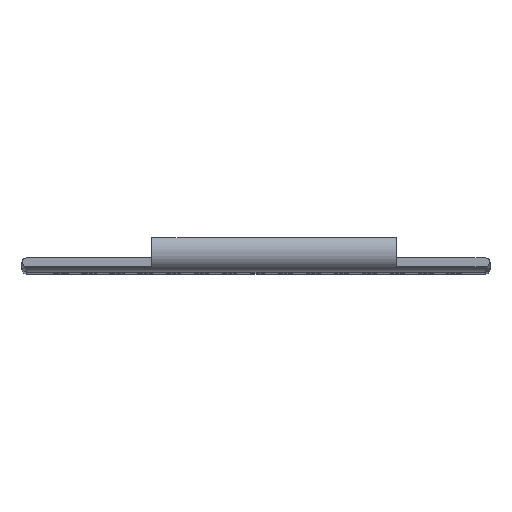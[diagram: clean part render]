
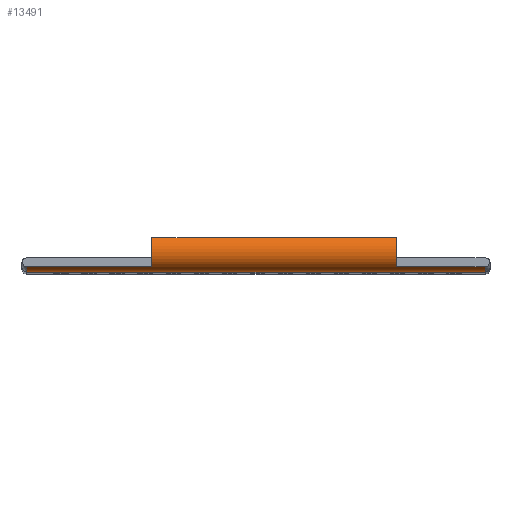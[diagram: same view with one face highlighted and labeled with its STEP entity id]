
A CAD part, top view. The second image highlights one B-rep face of the part: STEP entity #13491.
In plain terms, the highlighted cylindrical face has radius 2 mm (diameter 4 mm), a partial arc.
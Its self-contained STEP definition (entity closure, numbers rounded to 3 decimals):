
#1239=FACE_OUTER_BOUND('',#2456,.T.);
#2456=EDGE_LOOP('',(#9835,#9836,#9837,#9838,#9839,#9840,#9841,#9842));
#3678=LINE('',#20294,#4301);
#3680=LINE('',#21523,#4303);
#3681=LINE('',#21527,#4304);
#3682=LINE('',#21530,#4305);
#4301=VECTOR('',#15988,2.);
#4303=VECTOR('',#17202,10.);
#4304=VECTOR('',#17205,10.);
#4305=VECTOR('',#17208,10.);
#4919=CIRCLE('',#14121,2.);
#5524=CIRCLE('',#14732,2.);
#5526=CIRCLE('',#14735,2.);
#5527=CIRCLE('',#14736,2.);
#6135=VERTEX_POINT('',#20259);
#6136=VERTEX_POINT('',#20261);
#6143=VERTEX_POINT('',#20292);
#6746=VERTEX_POINT('',#21501);
#6748=VERTEX_POINT('',#21522);
#6749=VERTEX_POINT('',#21524);
#6750=VERTEX_POINT('',#21526);
#6751=VERTEX_POINT('',#21528);
#7362=EDGE_CURVE('',#6135,#6136,#4919,.T.);
#7374=EDGE_CURVE('',#6135,#6143,#3678,.T.);
#7978=EDGE_CURVE('',#6746,#6143,#5524,.T.);
#7981=EDGE_CURVE('',#6746,#6748,#3680,.T.);
#7982=EDGE_CURVE('',#6748,#6749,#5526,.T.);
#7983=EDGE_CURVE('',#6749,#6750,#3681,.T.);
#7984=EDGE_CURVE('',#6750,#6751,#5527,.T.);
#7985=EDGE_CURVE('',#6751,#6136,#3682,.T.);
#9835=ORIENTED_EDGE('',*,*,#7362,.F.);
#9836=ORIENTED_EDGE('',*,*,#7374,.T.);
#9837=ORIENTED_EDGE('',*,*,#7978,.F.);
#9838=ORIENTED_EDGE('',*,*,#7981,.T.);
#9839=ORIENTED_EDGE('',*,*,#7982,.T.);
#9840=ORIENTED_EDGE('',*,*,#7983,.T.);
#9841=ORIENTED_EDGE('',*,*,#7984,.T.);
#9842=ORIENTED_EDGE('',*,*,#7985,.T.);
#12881=CYLINDRICAL_SURFACE('',#14734,2.);
#13491=ADVANCED_FACE('',(#1239),#12881,.T.);
#14121=AXIS2_PLACEMENT_3D('',#20262,#15965,#15966);
#14732=AXIS2_PLACEMENT_3D('',#21512,#17196,#17197);
#14734=AXIS2_PLACEMENT_3D('',#21521,#17200,#17201);
#14735=AXIS2_PLACEMENT_3D('',#21525,#17203,#17204);
#14736=AXIS2_PLACEMENT_3D('',#21529,#17206,#17207);
#15965=DIRECTION('center_axis',(-1.,0.,0.));
#15966=DIRECTION('ref_axis',(0.,-0.933,0.36));
#15988=DIRECTION('',(1.,0.,0.));
#17196=DIRECTION('center_axis',(1.,0.,0.));
#17197=DIRECTION('ref_axis',(0.,-0.933,0.36));
#17200=DIRECTION('center_axis',(1.,0.,0.));
#17201=DIRECTION('ref_axis',(0.,0.74,0.672));
#17202=DIRECTION('',(-1.,0.,0.));
#17203=DIRECTION('center_axis',(-1.,0.,0.));
#17204=DIRECTION('ref_axis',(0.,0.74,0.672));
#17205=DIRECTION('',(-1.,0.,0.));
#17206=DIRECTION('center_axis',(1.,0.,0.));
#17207=DIRECTION('ref_axis',(0.,0.74,0.672));
#17208=DIRECTION('',(-1.,0.,0.));
#20259=CARTESIAN_POINT('',(-47.2,0.,125.656));
#20261=CARTESIAN_POINT('',(-47.2,0.519,127.));
#20262=CARTESIAN_POINT('Origin',(-47.2,2.,125.656));
#20292=CARTESIAN_POINT('',(-0.5,0.,125.656));
#20294=CARTESIAN_POINT('',(-9.557,0.,125.656));
#21501=CARTESIAN_POINT('',(-0.5,0.519,127.));
#21512=CARTESIAN_POINT('Origin',(-0.5,2.,125.656));
#21521=CARTESIAN_POINT('Origin',(-9.557,2.,125.656));
#21522=CARTESIAN_POINT('',(-9.557,0.519,127.));
#21523=CARTESIAN_POINT('',(-9.557,0.519,127.));
#21524=CARTESIAN_POINT('',(-9.557,3.481,127.));
#21525=CARTESIAN_POINT('Origin',(-9.557,2.,125.656));
#21526=CARTESIAN_POINT('',(-34.453,3.481,127.));
#21527=CARTESIAN_POINT('',(-9.557,3.481,127.));
#21528=CARTESIAN_POINT('',(-34.453,0.519,127.));
#21529=CARTESIAN_POINT('Origin',(-34.453,2.,125.656));
#21530=CARTESIAN_POINT('',(-9.557,0.519,127.));
